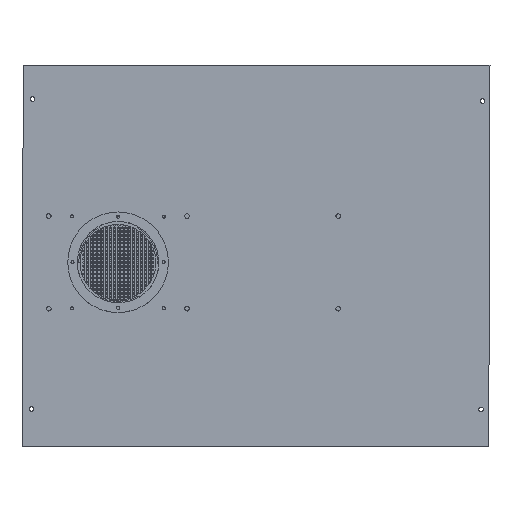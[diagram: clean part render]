
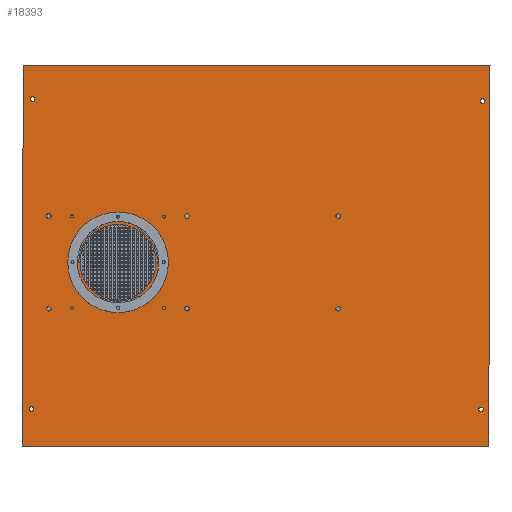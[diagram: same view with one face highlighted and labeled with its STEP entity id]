
A CAD part, top view. The second image highlights one B-rep face of the part: STEP entity #18393.
In plain terms, the highlighted planar face has unit normal (0, 0, 1).
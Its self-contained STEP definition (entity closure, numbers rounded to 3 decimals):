
#492=FACE_BOUND('',#2936,.T.);
#493=FACE_BOUND('',#2937,.T.);
#494=FACE_BOUND('',#2938,.T.);
#495=FACE_BOUND('',#2939,.T.);
#496=FACE_BOUND('',#2940,.T.);
#497=FACE_BOUND('',#2941,.T.);
#498=FACE_BOUND('',#2942,.T.);
#499=FACE_BOUND('',#2943,.T.);
#500=FACE_BOUND('',#2944,.T.);
#501=FACE_BOUND('',#2945,.T.);
#502=FACE_BOUND('',#2946,.T.);
#503=FACE_BOUND('',#2947,.T.);
#504=FACE_BOUND('',#2948,.T.);
#505=FACE_BOUND('',#2949,.T.);
#506=FACE_BOUND('',#2950,.T.);
#507=FACE_BOUND('',#2951,.T.);
#508=FACE_BOUND('',#2952,.T.);
#509=FACE_BOUND('',#2953,.T.);
#510=FACE_BOUND('',#2954,.T.);
#1912=PLANE('',#19552);
#2071=FACE_OUTER_BOUND('',#2935,.T.);
#2935=EDGE_LOOP('',(#12830,#12831,#12832,#12833));
#2936=EDGE_LOOP('',(#12834));
#2937=EDGE_LOOP('',(#12835));
#2938=EDGE_LOOP('',(#12836));
#2939=EDGE_LOOP('',(#12837));
#2940=EDGE_LOOP('',(#12838));
#2941=EDGE_LOOP('',(#12839));
#2942=EDGE_LOOP('',(#12840));
#2943=EDGE_LOOP('',(#12841));
#2944=EDGE_LOOP('',(#12842));
#2945=EDGE_LOOP('',(#12843));
#2946=EDGE_LOOP('',(#12844));
#2947=EDGE_LOOP('',(#12845));
#2948=EDGE_LOOP('',(#12846));
#2949=EDGE_LOOP('',(#12847));
#2950=EDGE_LOOP('',(#12848));
#2951=EDGE_LOOP('',(#12849));
#2952=EDGE_LOOP('',(#12850));
#2953=EDGE_LOOP('',(#12851));
#2954=EDGE_LOOP('',(#12852));
#5213=LINE('',#27883,#6215);
#5216=LINE('',#27889,#6218);
#5219=LINE('',#27895,#6221);
#5222=LINE('',#27899,#6224);
#6215=VECTOR('',#22053,10.);
#6218=VECTOR('',#22058,10.);
#6221=VECTOR('',#22063,10.);
#6224=VECTOR('',#22068,10.);
#7196=CIRCLE('',#19492,1.);
#7198=CIRCLE('',#19495,1.);
#7200=CIRCLE('',#19498,1.);
#7202=CIRCLE('',#19501,1.5);
#7204=CIRCLE('',#19504,1.5);
#7206=CIRCLE('',#19507,1.5);
#7208=CIRCLE('',#19510,1.5);
#7210=CIRCLE('',#19513,1.);
#7212=CIRCLE('',#19516,1.5);
#7214=CIRCLE('',#19519,1.5);
#7216=CIRCLE('',#19522,1.5);
#7218=CIRCLE('',#19525,1.);
#7220=CIRCLE('',#19528,1.5);
#7222=CIRCLE('',#19531,1.);
#7224=CIRCLE('',#19534,1.5);
#7226=CIRCLE('',#19537,1.);
#7228=CIRCLE('',#19540,1.);
#7230=CIRCLE('',#19543,1.5);
#7232=CIRCLE('',#19546,25.);
#8648=VERTEX_POINT('',#27763);
#8650=VERTEX_POINT('',#27769);
#8652=VERTEX_POINT('',#27775);
#8654=VERTEX_POINT('',#27781);
#8656=VERTEX_POINT('',#27787);
#8658=VERTEX_POINT('',#27793);
#8660=VERTEX_POINT('',#27799);
#8662=VERTEX_POINT('',#27805);
#8664=VERTEX_POINT('',#27811);
#8666=VERTEX_POINT('',#27817);
#8668=VERTEX_POINT('',#27823);
#8670=VERTEX_POINT('',#27829);
#8672=VERTEX_POINT('',#27835);
#8674=VERTEX_POINT('',#27841);
#8676=VERTEX_POINT('',#27847);
#8678=VERTEX_POINT('',#27853);
#8680=VERTEX_POINT('',#27859);
#8682=VERTEX_POINT('',#27865);
#8684=VERTEX_POINT('',#27871);
#8688=VERTEX_POINT('',#27880);
#8689=VERTEX_POINT('',#27882);
#8691=VERTEX_POINT('',#27888);
#8693=VERTEX_POINT('',#27894);
#10284=EDGE_CURVE('',#8648,#8648,#7196,.T.);
#10287=EDGE_CURVE('',#8650,#8650,#7198,.T.);
#10290=EDGE_CURVE('',#8652,#8652,#7200,.T.);
#10293=EDGE_CURVE('',#8654,#8654,#7202,.T.);
#10296=EDGE_CURVE('',#8656,#8656,#7204,.T.);
#10299=EDGE_CURVE('',#8658,#8658,#7206,.T.);
#10302=EDGE_CURVE('',#8660,#8660,#7208,.T.);
#10305=EDGE_CURVE('',#8662,#8662,#7210,.T.);
#10308=EDGE_CURVE('',#8664,#8664,#7212,.T.);
#10311=EDGE_CURVE('',#8666,#8666,#7214,.T.);
#10314=EDGE_CURVE('',#8668,#8668,#7216,.T.);
#10317=EDGE_CURVE('',#8670,#8670,#7218,.T.);
#10320=EDGE_CURVE('',#8672,#8672,#7220,.T.);
#10323=EDGE_CURVE('',#8674,#8674,#7222,.T.);
#10326=EDGE_CURVE('',#8676,#8676,#7224,.T.);
#10329=EDGE_CURVE('',#8678,#8678,#7226,.T.);
#10332=EDGE_CURVE('',#8680,#8680,#7228,.T.);
#10335=EDGE_CURVE('',#8682,#8682,#7230,.T.);
#10338=EDGE_CURVE('',#8684,#8684,#7232,.T.);
#10343=EDGE_CURVE('',#8689,#8688,#5213,.T.);
#10346=EDGE_CURVE('',#8691,#8689,#5216,.T.);
#10349=EDGE_CURVE('',#8693,#8691,#5219,.T.);
#10352=EDGE_CURVE('',#8688,#8693,#5222,.T.);
#12830=ORIENTED_EDGE('',*,*,#10352,.T.);
#12831=ORIENTED_EDGE('',*,*,#10349,.T.);
#12832=ORIENTED_EDGE('',*,*,#10346,.T.);
#12833=ORIENTED_EDGE('',*,*,#10343,.T.);
#12834=ORIENTED_EDGE('',*,*,#10338,.T.);
#12835=ORIENTED_EDGE('',*,*,#10335,.T.);
#12836=ORIENTED_EDGE('',*,*,#10332,.T.);
#12837=ORIENTED_EDGE('',*,*,#10329,.T.);
#12838=ORIENTED_EDGE('',*,*,#10326,.T.);
#12839=ORIENTED_EDGE('',*,*,#10323,.T.);
#12840=ORIENTED_EDGE('',*,*,#10320,.T.);
#12841=ORIENTED_EDGE('',*,*,#10317,.T.);
#12842=ORIENTED_EDGE('',*,*,#10314,.T.);
#12843=ORIENTED_EDGE('',*,*,#10311,.T.);
#12844=ORIENTED_EDGE('',*,*,#10308,.T.);
#12845=ORIENTED_EDGE('',*,*,#10305,.T.);
#12846=ORIENTED_EDGE('',*,*,#10302,.T.);
#12847=ORIENTED_EDGE('',*,*,#10299,.T.);
#12848=ORIENTED_EDGE('',*,*,#10296,.T.);
#12849=ORIENTED_EDGE('',*,*,#10293,.T.);
#12850=ORIENTED_EDGE('',*,*,#10290,.T.);
#12851=ORIENTED_EDGE('',*,*,#10287,.T.);
#12852=ORIENTED_EDGE('',*,*,#10284,.T.);
#18393=ADVANCED_FACE('',(#2071,#492,#493,#494,#495,#496,#497,#498,#499,
#500,#501,#502,#503,#504,#505,#506,#507,#508,#509,#510),#1912,.T.);
#19492=AXIS2_PLACEMENT_3D('',#27764,#21918,#21919);
#19495=AXIS2_PLACEMENT_3D('',#27770,#21925,#21926);
#19498=AXIS2_PLACEMENT_3D('',#27776,#21932,#21933);
#19501=AXIS2_PLACEMENT_3D('',#27782,#21939,#21940);
#19504=AXIS2_PLACEMENT_3D('',#27788,#21946,#21947);
#19507=AXIS2_PLACEMENT_3D('',#27794,#21953,#21954);
#19510=AXIS2_PLACEMENT_3D('',#27800,#21960,#21961);
#19513=AXIS2_PLACEMENT_3D('',#27806,#21967,#21968);
#19516=AXIS2_PLACEMENT_3D('',#27812,#21974,#21975);
#19519=AXIS2_PLACEMENT_3D('',#27818,#21981,#21982);
#19522=AXIS2_PLACEMENT_3D('',#27824,#21988,#21989);
#19525=AXIS2_PLACEMENT_3D('',#27830,#21995,#21996);
#19528=AXIS2_PLACEMENT_3D('',#27836,#22002,#22003);
#19531=AXIS2_PLACEMENT_3D('',#27842,#22009,#22010);
#19534=AXIS2_PLACEMENT_3D('',#27848,#22016,#22017);
#19537=AXIS2_PLACEMENT_3D('',#27854,#22023,#22024);
#19540=AXIS2_PLACEMENT_3D('',#27860,#22030,#22031);
#19543=AXIS2_PLACEMENT_3D('',#27866,#22037,#22038);
#19546=AXIS2_PLACEMENT_3D('',#27872,#22044,#22045);
#19552=AXIS2_PLACEMENT_3D('',#27900,#22069,#22070);
#21918=DIRECTION('center_axis',(0.,0.,-1.));
#21919=DIRECTION('ref_axis',(1.,0.,0.));
#21925=DIRECTION('center_axis',(0.,0.,-1.));
#21926=DIRECTION('ref_axis',(1.,0.,0.));
#21932=DIRECTION('center_axis',(0.,0.,-1.));
#21933=DIRECTION('ref_axis',(1.,0.,0.));
#21939=DIRECTION('center_axis',(0.,0.,-1.));
#21940=DIRECTION('ref_axis',(1.,0.,0.));
#21946=DIRECTION('center_axis',(0.,0.,-1.));
#21947=DIRECTION('ref_axis',(1.,0.,0.));
#21953=DIRECTION('center_axis',(0.,0.,-1.));
#21954=DIRECTION('ref_axis',(1.,0.,0.));
#21960=DIRECTION('center_axis',(0.,0.,-1.));
#21961=DIRECTION('ref_axis',(1.,0.,0.));
#21967=DIRECTION('center_axis',(0.,0.,-1.));
#21968=DIRECTION('ref_axis',(1.,0.,0.));
#21974=DIRECTION('center_axis',(0.,0.,-1.));
#21975=DIRECTION('ref_axis',(1.,0.,0.));
#21981=DIRECTION('center_axis',(0.,0.,-1.));
#21982=DIRECTION('ref_axis',(1.,0.,0.));
#21988=DIRECTION('center_axis',(0.,0.,-1.));
#21989=DIRECTION('ref_axis',(1.,0.,0.));
#21995=DIRECTION('center_axis',(0.,0.,-1.));
#21996=DIRECTION('ref_axis',(1.,0.,0.));
#22002=DIRECTION('center_axis',(0.,0.,-1.));
#22003=DIRECTION('ref_axis',(1.,0.,0.));
#22009=DIRECTION('center_axis',(0.,0.,-1.));
#22010=DIRECTION('ref_axis',(1.,0.,0.));
#22016=DIRECTION('center_axis',(0.,0.,-1.));
#22017=DIRECTION('ref_axis',(1.,0.,0.));
#22023=DIRECTION('center_axis',(0.,0.,-1.));
#22024=DIRECTION('ref_axis',(1.,0.,0.));
#22030=DIRECTION('center_axis',(0.,0.,-1.));
#22031=DIRECTION('ref_axis',(1.,0.,0.));
#22037=DIRECTION('center_axis',(0.,0.,-1.));
#22038=DIRECTION('ref_axis',(1.,0.,0.));
#22044=DIRECTION('center_axis',(0.,0.,-1.));
#22045=DIRECTION('ref_axis',(1.,0.,0.));
#22053=DIRECTION('',(0.003,1.,0.));
#22058=DIRECTION('',(1.,0.,0.));
#22063=DIRECTION('',(-0.003,-1.,0.));
#22068=DIRECTION('',(-1.,-0.001,0.));
#22069=DIRECTION('center_axis',(0.,0.,1.));
#22070=DIRECTION('ref_axis',(1.,0.,0.));
#27763=CARTESIAN_POINT('',(58.,30.5,0.75));
#27764=CARTESIAN_POINT('Origin',(59.,30.5,0.75));
#27769=CARTESIAN_POINT('',(88.,60.5,0.75));
#27770=CARTESIAN_POINT('Origin',(89.,60.5,0.75));
#27775=CARTESIAN_POINT('',(28.,60.5,0.75));
#27776=CARTESIAN_POINT('Origin',(29.,60.5,0.75));
#27781=CARTESIAN_POINT('',(297.633,166.704,0.75));
#27782=CARTESIAN_POINT('Origin',(299.133,166.704,0.75));
#27787=CARTESIAN_POINT('',(103.,30.,0.75));
#27788=CARTESIAN_POINT('Origin',(104.5,30.,0.75));
#27793=CARTESIAN_POINT('',(1.4,168.,0.75));
#27794=CARTESIAN_POINT('Origin',(2.9,168.,0.75));
#27799=CARTESIAN_POINT('',(12.,30.,0.75));
#27800=CARTESIAN_POINT('Origin',(13.5,30.,0.75));
#27805=CARTESIAN_POINT('',(58.,90.5,0.75));
#27806=CARTESIAN_POINT('Origin',(59.,90.5,0.75));
#27811=CARTESIAN_POINT('',(296.633,-36.296,0.75));
#27812=CARTESIAN_POINT('Origin',(298.133,-36.296,0.75));
#27817=CARTESIAN_POINT('',(202.5,91.,0.75));
#27818=CARTESIAN_POINT('Origin',(204.,91.,0.75));
#27823=CARTESIAN_POINT('',(202.5,30.,0.75));
#27824=CARTESIAN_POINT('Origin',(204.,30.,0.75));
#27829=CARTESIAN_POINT('',(27.871,90.745,0.75));
#27830=CARTESIAN_POINT('Origin',(28.871,90.745,0.75));
#27835=CARTESIAN_POINT('',(0.5,-36.,0.75));
#27836=CARTESIAN_POINT('Origin',(2.,-36.,0.75));
#27841=CARTESIAN_POINT('',(88.149,30.322,0.75));
#27842=CARTESIAN_POINT('Origin',(89.149,30.322,0.75));
#27847=CARTESIAN_POINT('',(12.,91.,0.75));
#27848=CARTESIAN_POINT('Origin',(13.5,91.,0.75));
#27853=CARTESIAN_POINT('',(88.2,90.7,0.75));
#27854=CARTESIAN_POINT('Origin',(89.2,90.7,0.75));
#27859=CARTESIAN_POINT('',(27.8,30.3,0.75));
#27860=CARTESIAN_POINT('Origin',(28.8,30.3,0.75));
#27865=CARTESIAN_POINT('',(103.,91.,0.75));
#27866=CARTESIAN_POINT('Origin',(104.5,91.,0.75));
#27871=CARTESIAN_POINT('',(34.,60.5,0.75));
#27872=CARTESIAN_POINT('Origin',(59.,60.5,0.75));
#27880=CARTESIAN_POINT('',(303.972,190.384,0.75));
#27882=CARTESIAN_POINT('',(303.134,-60.928,0.75));
#27883=CARTESIAN_POINT('',(303.972,190.384,0.75));
#27888=CARTESIAN_POINT('',(-4.127,-60.86,0.75));
#27889=CARTESIAN_POINT('',(-4.127,-60.86,0.75));
#27894=CARTESIAN_POINT('',(-3.288,190.,0.75));
#27895=CARTESIAN_POINT('',(-3.288,190.,0.75));
#27899=CARTESIAN_POINT('',(303.972,190.384,0.75));
#27900=CARTESIAN_POINT('Origin',(149.922,64.728,0.75));
